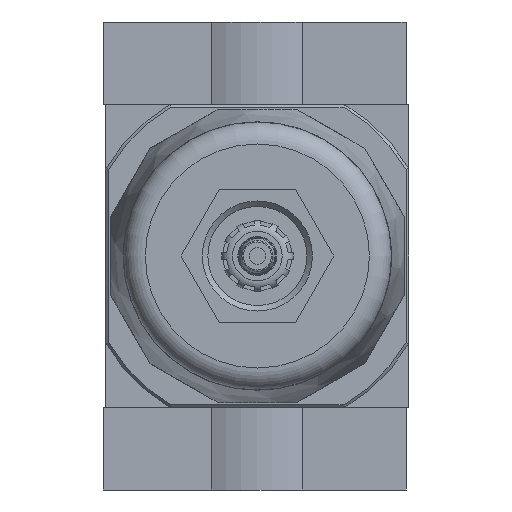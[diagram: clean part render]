
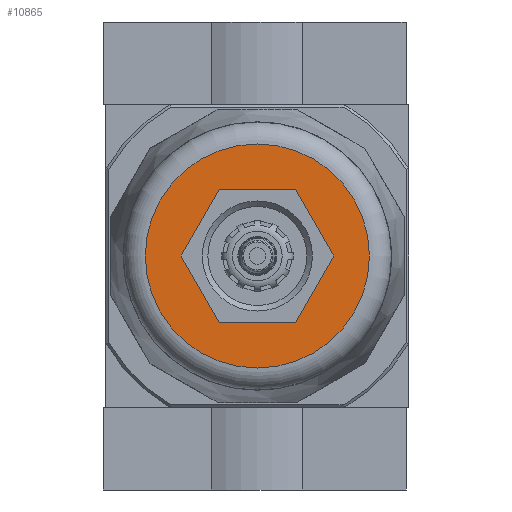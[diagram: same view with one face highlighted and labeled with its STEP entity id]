
A CAD part, front view. The second image highlights one B-rep face of the part: STEP entity #10865.
In plain terms, the highlighted planar face has unit normal (0, -1, 0).
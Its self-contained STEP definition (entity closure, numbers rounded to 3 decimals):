
#422=LINE('',#16709,#947);
#424=LINE('',#16713,#949);
#426=LINE('',#16717,#951);
#428=LINE('',#16721,#953);
#430=LINE('',#16725,#955);
#432=LINE('',#16729,#957);
#947=VECTOR('',#13351,1000.);
#949=VECTOR('',#13355,1000.);
#951=VECTOR('',#13359,1000.);
#953=VECTOR('',#13363,1000.);
#955=VECTOR('',#13367,1000.);
#957=VECTOR('',#13371,1000.);
#1399=PLANE('',#11665);
#1789=CIRCLE('',#11666,20.35);
#3217=ORIENTED_EDGE('',*,*,#5155,.T.);
#3218=ORIENTED_EDGE('',*,*,#5154,.T.);
#3219=ORIENTED_EDGE('',*,*,#5152,.T.);
#3220=ORIENTED_EDGE('',*,*,#5150,.T.);
#3221=ORIENTED_EDGE('',*,*,#5148,.T.);
#3222=ORIENTED_EDGE('',*,*,#5146,.T.);
#3223=ORIENTED_EDGE('',*,*,#5144,.T.);
#5144=EDGE_CURVE('',#6215,#6214,#422,.T.);
#5146=EDGE_CURVE('',#6216,#6215,#424,.T.);
#5148=EDGE_CURVE('',#6217,#6216,#426,.T.);
#5150=EDGE_CURVE('',#6218,#6217,#428,.T.);
#5152=EDGE_CURVE('',#6219,#6218,#430,.T.);
#5154=EDGE_CURVE('',#6214,#6219,#432,.T.);
#5155=EDGE_CURVE('',#6220,#6220,#1789,.T.);
#6214=VERTEX_POINT('',#16708);
#6215=VERTEX_POINT('',#16710);
#6216=VERTEX_POINT('',#16714);
#6217=VERTEX_POINT('',#16718);
#6218=VERTEX_POINT('',#16722);
#6219=VERTEX_POINT('',#16726);
#6220=VERTEX_POINT('',#16732);
#7206=EDGE_LOOP('',(#3217));
#7207=EDGE_LOOP('',(#3218,#3219,#3220,#3221,#3222,#3223));
#7897=FACE_BOUND('',#7206,.T.);
#7898=FACE_BOUND('',#7207,.T.);
#10865=ADVANCED_FACE('',(#7897,#7898),#1399,.F.);
#11665=AXIS2_PLACEMENT_3D('',#16730,#13372,#13373);
#11666=AXIS2_PLACEMENT_3D('',#16731,#13374,#13375);
#13351=DIRECTION('',(-0.866,0.,0.5));
#13355=DIRECTION('',(-0.866,0.,-0.5));
#13359=DIRECTION('',(0.,0.,-1.));
#13363=DIRECTION('',(0.866,0.,-0.5));
#13367=DIRECTION('',(0.866,0.,0.5));
#13371=DIRECTION('',(0.,0.,1.));
#13372=DIRECTION('',(0.,1.,0.));
#13373=DIRECTION('',(0.,0.,1.));
#13374=DIRECTION('',(0.,-1.,0.));
#13375=DIRECTION('',(0.,0.,-1.));
#16708=CARTESIAN_POINT('',(-12.,-145.7,-6.928));
#16709=CARTESIAN_POINT('',(0.,-145.7,-13.856));
#16710=CARTESIAN_POINT('',(0.,-145.7,-13.856));
#16713=CARTESIAN_POINT('',(12.,-145.7,-6.928));
#16714=CARTESIAN_POINT('',(12.,-145.7,-6.928));
#16717=CARTESIAN_POINT('',(12.,-145.7,6.928));
#16718=CARTESIAN_POINT('',(12.,-145.7,6.928));
#16721=CARTESIAN_POINT('',(0.,-145.7,13.856));
#16722=CARTESIAN_POINT('',(0.,-145.7,13.856));
#16725=CARTESIAN_POINT('',(-12.,-145.7,6.928));
#16726=CARTESIAN_POINT('',(-12.,-145.7,6.928));
#16729=CARTESIAN_POINT('',(-12.,-145.7,-6.928));
#16730=CARTESIAN_POINT('',(20.35,-145.7,0.));
#16731=CARTESIAN_POINT('',(0.,-145.7,0.));
#16732=CARTESIAN_POINT('',(0.,-145.7,-20.35));
